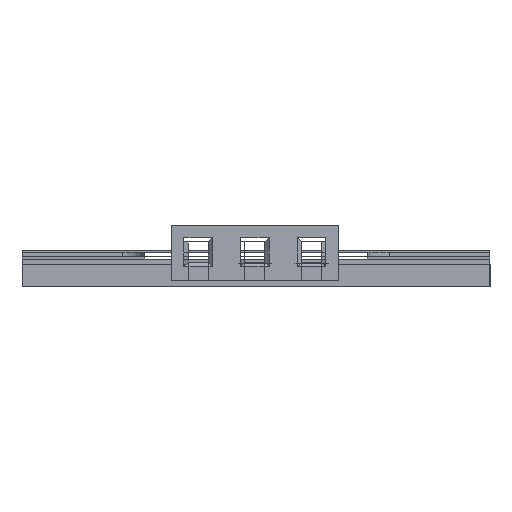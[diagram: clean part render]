
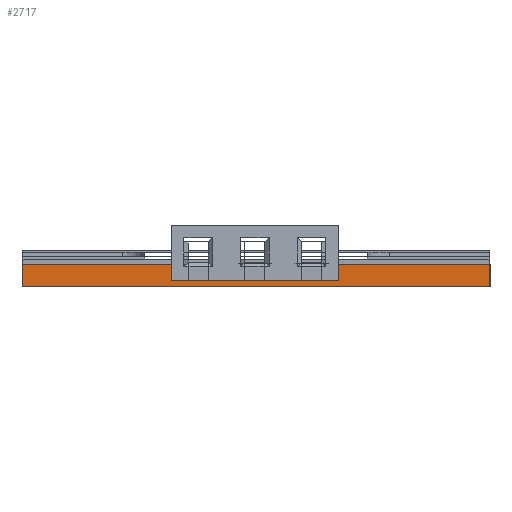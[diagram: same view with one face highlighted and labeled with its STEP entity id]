
A CAD part, left-side view. The second image highlights one B-rep face of the part: STEP entity #2717.
In plain terms, the highlighted planar face has unit normal (-1, 0, 0).
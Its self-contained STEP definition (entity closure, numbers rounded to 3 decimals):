
#139 = AXIS2_PLACEMENT_3D ( 'NONE', #2953, #1144, #3258 ) ;
#447 = CARTESIAN_POINT ( 'NONE',  ( 40., 15.5, -0.36 ) ) ;
#461 = CARTESIAN_POINT ( 'NONE',  ( 40., 15.5, -0.36 ) ) ;
#482 = VECTOR ( 'NONE', #3091, 1000. ) ;
#484 = VECTOR ( 'NONE', #2757, 1000. ) ;
#502 = CARTESIAN_POINT ( 'NONE',  ( 40., -5.5, -0.36 ) ) ;
#747 = ORIENTED_EDGE ( 'NONE', *, *, #2408, .T. ) ;
#810 = CARTESIAN_POINT ( 'NONE',  ( 40., 15.5, -1.36 ) ) ;
#825 = VERTEX_POINT ( 'NONE', #1337 ) ;
#862 = LINE ( 'NONE', #461, #963 ) ;
#914 = LINE ( 'NONE', #810, #2345 ) ;
#963 = VECTOR ( 'NONE', #1364, 1000. ) ;
#988 = EDGE_CURVE ( 'NONE', #825, #2061, #914, .T. ) ;
#1144 = DIRECTION ( 'NONE',  ( -1., 0., 0. ) ) ;
#1219 = ORIENTED_EDGE ( 'NONE', *, *, #3838, .F. ) ;
#1244 = ORIENTED_EDGE ( 'NONE', *, *, #988, .T. ) ;
#1337 = CARTESIAN_POINT ( 'NONE',  ( 40., 15.5, -1.36 ) ) ;
#1364 = DIRECTION ( 'NONE',  ( 0., -1., 0. ) ) ;
#1430 = PLANE ( 'NONE',  #139 ) ;
#2061 = VERTEX_POINT ( 'NONE', #2579 ) ;
#2090 = LINE ( 'NONE', #2743, #484 ) ;
#2163 = EDGE_LOOP ( 'NONE', ( #2325, #1219, #1244, #747 ) ) ;
#2166 = CARTESIAN_POINT ( 'NONE',  ( 40., 15.5, -1.36 ) ) ;
#2325 = ORIENTED_EDGE ( 'NONE', *, *, #3189, .F. ) ;
#2345 = VECTOR ( 'NONE', #3234, 1000. ) ;
#2408 = EDGE_CURVE ( 'NONE', #2061, #3294, #2090, .T. ) ;
#2579 = CARTESIAN_POINT ( 'NONE',  ( 40., -5.5, -1.36 ) ) ;
#2717 = ADVANCED_FACE ( 'NONE', ( #3593 ), #1430, .T. ) ;
#2743 = CARTESIAN_POINT ( 'NONE',  ( 40., -5.5, -1.36 ) ) ;
#2757 = DIRECTION ( 'NONE',  ( 0., 0., 1. ) ) ;
#2953 = CARTESIAN_POINT ( 'NONE',  ( 40., 15.5, -1.36 ) ) ;
#3091 = DIRECTION ( 'NONE',  ( 0., 0., 1. ) ) ;
#3160 = VERTEX_POINT ( 'NONE', #447 ) ;
#3189 = EDGE_CURVE ( 'NONE', #3160, #3294, #862, .T. ) ;
#3234 = DIRECTION ( 'NONE',  ( 0., -1., 0. ) ) ;
#3258 = DIRECTION ( 'NONE',  ( 0., -1., 0. ) ) ;
#3294 = VERTEX_POINT ( 'NONE', #502 ) ;
#3593 = FACE_OUTER_BOUND ( 'NONE', #2163, .T. ) ;
#3708 = LINE ( 'NONE', #2166, #482 ) ;
#3838 = EDGE_CURVE ( 'NONE', #825, #3160, #3708, .T. ) ;
